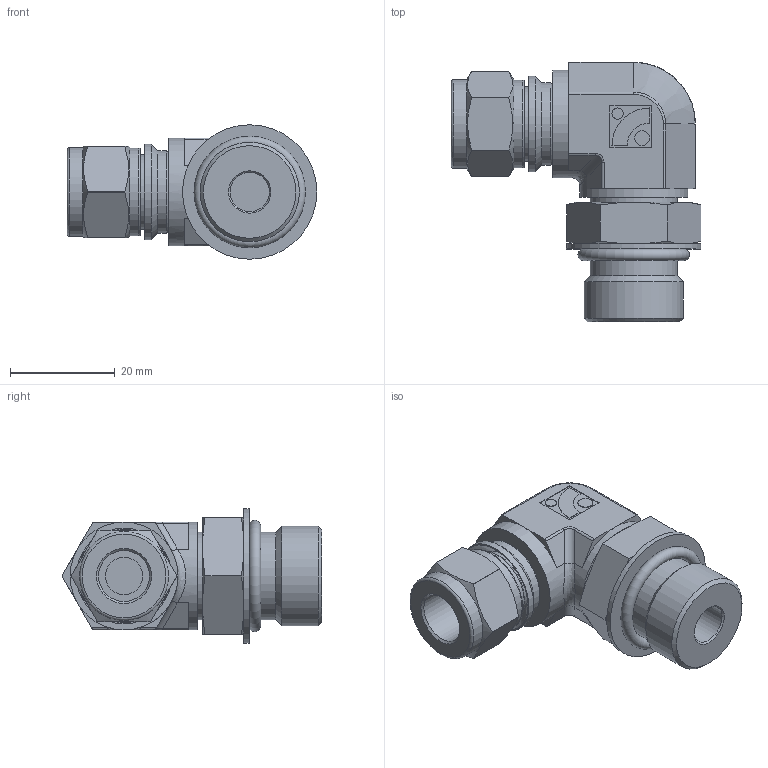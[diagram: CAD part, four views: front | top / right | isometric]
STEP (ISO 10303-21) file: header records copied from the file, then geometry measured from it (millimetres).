
FILE_DESCRIPTION(/* description */ (''),/* implementation_level */ '2;1');
FILE_NAME(/* name */ 'SPMEI-6-8U.stp',/* time_stamp */ '2022-06-01T16:52:49+09:00',/* author */ ('user'),/* organization */ (''),/* preprocessor_version */ 'ST-DEVELOPER v18.1',/* originating_system */ 'Autodesk Inventor 2022',/* authorisation */ '');
FILE_SCHEMA (('AUTOMOTIVE_DESIGN { 1 0 10303 214 3 1 1 }'));
Length unit declared in the file: millimetre
Products named in the file (1): SPMEI-6-8U
Bounding box: 47.76 x 49.62 x 25.7 mm (x, y, z)
Volume: 20240 mm3; surface area: 8388.9 mm2
Topology: 2 solids, 2 shells, 137 faces, 301 edges, 180 vertices
Faces by surface type: plane 56, cylinder 41, cone 28, torus 7, bspline 5
Full cylindrical faces by diameter (mm): 2.16 x1, 2.88 x1, 7.112 x1, 7.5 x1, 9.73 x1, 12.5 x1, 13.05 x1, 14.28 x1, 15.8 x1, 16.7 x2, 16.8 x1, 17 x1, 17.298 x1, 18.25 x1, 19 x1, 20.6 x2, 25.7 x1
Entity records: 3868 total; most frequent: CARTESIAN_POINT 828, DIRECTION 663, ORIENTED_EDGE 598, EDGE_CURVE 299, AXIS2_PLACEMENT_3D 269, VERTEX_POINT 180, EDGE_LOOP 153, FACE_OUTER_BOUND 137
